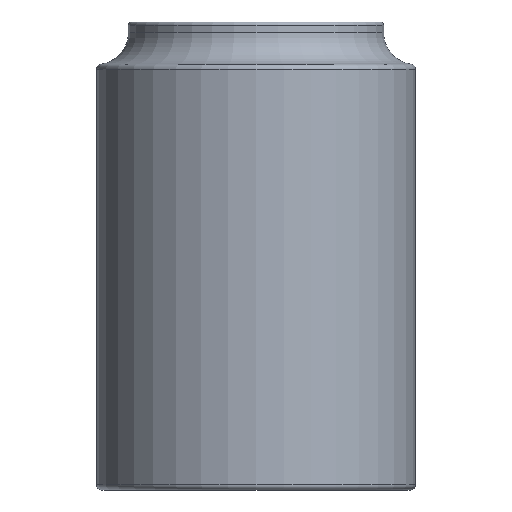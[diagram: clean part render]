
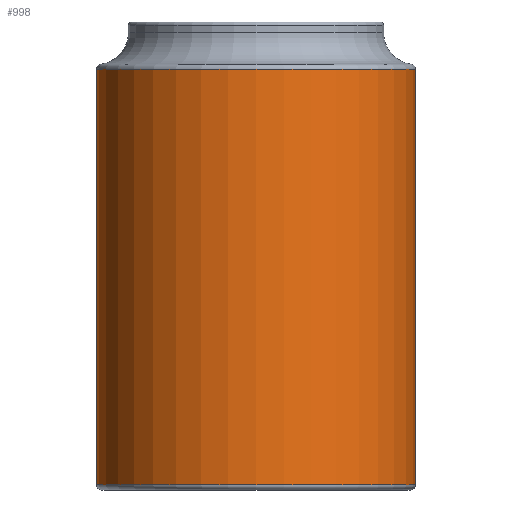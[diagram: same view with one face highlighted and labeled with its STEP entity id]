
A CAD part, left-side view. The second image highlights one B-rep face of the part: STEP entity #998.
In plain terms, the highlighted cylindrical face has radius 15 mm (diameter 30 mm), a partial arc.
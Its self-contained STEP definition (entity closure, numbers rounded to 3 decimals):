
#302=DIRECTION('',(0.,0.,1.));
#303=VECTOR('',#302,39.036);
#304=CARTESIAN_POINT('',(0.,15.,0.5));
#305=LINE('',#304,#303);
#317=DIRECTION('',(0.,0.,1.));
#318=VECTOR('',#317,39.036);
#319=CARTESIAN_POINT('',(0.,-15.,0.5));
#320=LINE('',#319,#318);
#340=CARTESIAN_POINT('',(0.,0.,39.536));
#341=DIRECTION('',(0.,0.,-1.));
#342=DIRECTION('',(0.,-1.,0.));
#343=AXIS2_PLACEMENT_3D('',#340,#341,#342);
#348=CARTESIAN_POINT('',(0.,0.,0.5));
#349=DIRECTION('',(0.,0.,1.));
#350=DIRECTION('',(0.,1.,0.));
#351=AXIS2_PLACEMENT_3D('',#348,#349,#350);
#637=CARTESIAN_POINT('',(0.,-15.,0.5));
#638=CARTESIAN_POINT('',(0.,15.,0.5));
#639=VERTEX_POINT('',#637);
#640=VERTEX_POINT('',#638);
#717=CARTESIAN_POINT('',(0.,-15.,39.536));
#718=CARTESIAN_POINT('',(0.,15.,39.536));
#719=VERTEX_POINT('',#717);
#720=VERTEX_POINT('',#718);
#986=CARTESIAN_POINT('',(0.,0.,-2.2));
#987=DIRECTION('',(0.,0.,1.));
#988=DIRECTION('',(0.,1.,0.));
#989=AXIS2_PLACEMENT_3D('',#986,#987,#988);
#990=CYLINDRICAL_SURFACE('',#989,15.);
#991=ORIENTED_EDGE('',*,*,#977,.F.);
#992=ORIENTED_EDGE('',*,*,#952,.F.);
#994=ORIENTED_EDGE('',*,*,#993,.F.);
#995=ORIENTED_EDGE('',*,*,#949,.T.);
#996=EDGE_LOOP('',(#991,#992,#994,#995));
#997=FACE_OUTER_BOUND('',#996,.F.);
#998=ADVANCED_FACE('',(#997),#990,.T.);
#344=CIRCLE('',#343,15.);
#352=CIRCLE('',#351,15.);
#949=EDGE_CURVE('',#640,#720,#305,.T.);
#952=EDGE_CURVE('',#639,#719,#320,.T.);
#977=EDGE_CURVE('',#719,#720,#344,.T.);
#993=EDGE_CURVE('',#640,#639,#352,.T.);
